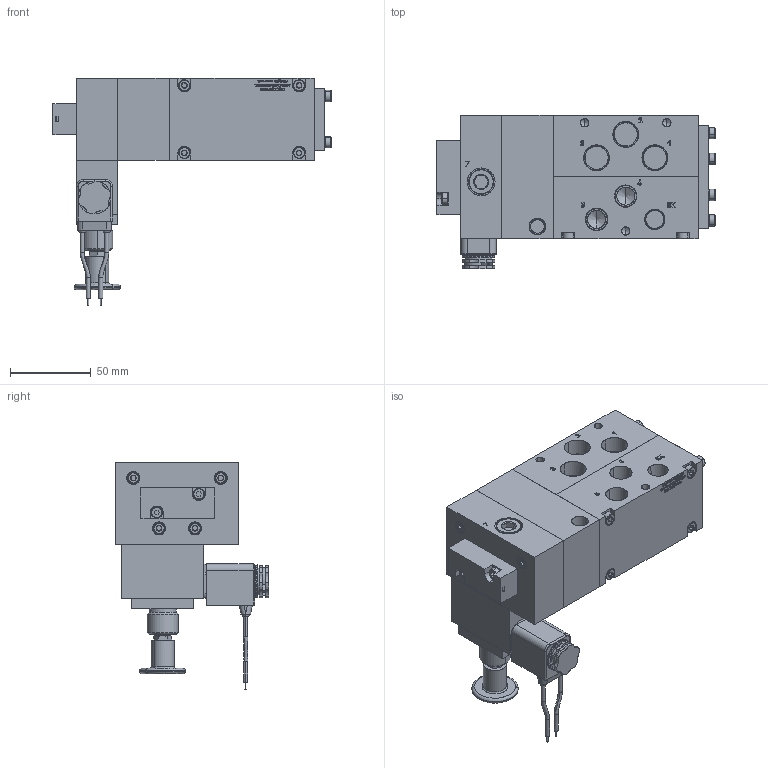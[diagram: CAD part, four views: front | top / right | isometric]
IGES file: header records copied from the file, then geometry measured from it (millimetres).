
Start section: SolidWorks IGES file using analytic representation for surfaces
Global section: file name: B2400-B53-LIFT-AXLE-CTRL-X-OVER-L-TO-R-NO-REG.IGS; native system: SolidWorks 2018; preprocessor: SolidWorks 2018; author: engremote3; date: 210730.072947; units: inch
Bounding box: 171.74 x 94.71 x 140.74 mm (x, y, z)
Surface area: 71820.6 mm2 (no closed solid volume)
Topology: 0 solids, 0 shells, 2573 faces, 28448 edges, 28434 vertices
Faces by surface type: bspline 1991, revolution 582
